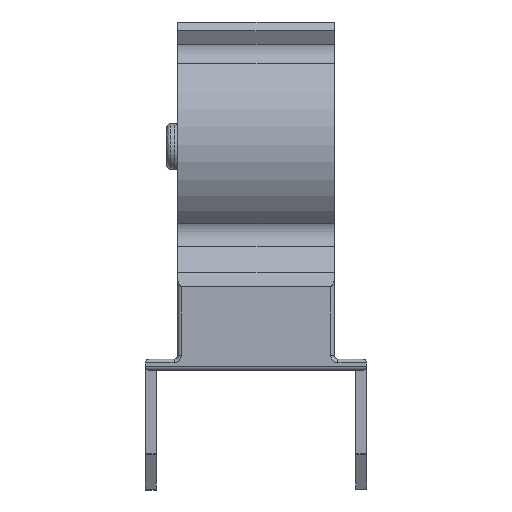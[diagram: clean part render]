
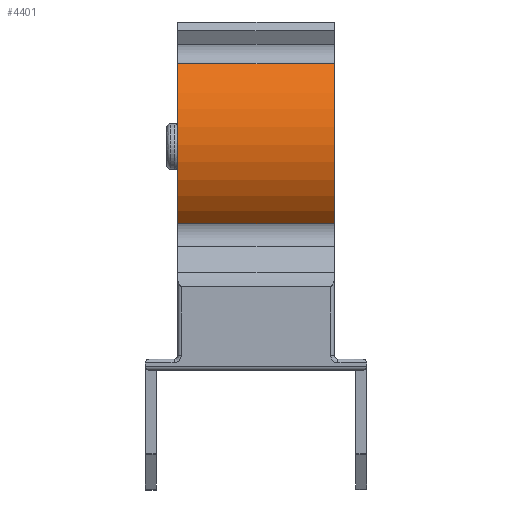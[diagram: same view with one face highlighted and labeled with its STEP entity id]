
A CAD part, top view. The second image highlights one B-rep face of the part: STEP entity #4401.
In plain terms, the highlighted cylindrical face has radius 3.096 mm (diameter 6.192 mm), a partial arc.
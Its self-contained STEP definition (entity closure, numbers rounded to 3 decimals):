
#413 = FACE_OUTER_BOUND ( 'NONE', #3346, .T. ) ;
#473 = CYLINDRICAL_SURFACE ( 'NONE', #3139, 3.096 ) ;
#505 = VERTEX_POINT ( 'NONE', #4306 ) ;
#511 = VERTEX_POINT ( 'NONE', #4259 ) ;
#556 = VERTEX_POINT ( 'NONE', #4248 ) ;
#562 = VERTEX_POINT ( 'NONE', #4288 ) ;
#597 = DIRECTION ( 'NONE',  ( 0., 0., -1. ) ) ;
#599 = DIRECTION ( 'NONE',  ( -1., 0., 0. ) ) ;
#601 = CARTESIAN_POINT ( 'NONE',  ( 2.159, 0., 6.3 ) ) ;
#613 = DIRECTION ( 'NONE',  ( 0., 0., -1. ) ) ;
#615 = DIRECTION ( 'NONE',  ( 1., 0., 0. ) ) ;
#628 = CARTESIAN_POINT ( 'NONE',  ( -2.159, 0., 6.3 ) ) ;
#759 = CIRCLE ( 'NONE', #3078, 3.096 ) ;
#958 = CIRCLE ( 'NONE', #3086, 3.096 ) ;
#1029 = EDGE_CURVE ( 'NONE', #562, #556, #1672, .T. ) ;
#1440 = LINE ( 'NONE', #3967, #1442 ) ;
#1442 = VECTOR ( 'NONE', #2644, 1000. ) ;
#1663 = VECTOR ( 'NONE', #4177, 1000. ) ;
#1672 = LINE ( 'NONE', #4253, #1663 ) ;
#1749 = ORIENTED_EDGE ( 'NONE', *, *, #2772, .T. ) ;
#1753 = ORIENTED_EDGE ( 'NONE', *, *, #1029, .F. ) ;
#1755 = ORIENTED_EDGE ( 'NONE', *, *, #2785, .T. ) ;
#1757 = ORIENTED_EDGE ( 'NONE', *, *, #2653, .F. ) ;
#2644 = DIRECTION ( 'NONE',  ( 1., 0., 0. ) ) ;
#2653 = EDGE_CURVE ( 'NONE', #505, #511, #1440, .T. ) ;
#2772 = EDGE_CURVE ( 'NONE', #505, #556, #759, .T. ) ;
#2785 = EDGE_CURVE ( 'NONE', #562, #511, #958, .T. ) ;
#3078 = AXIS2_PLACEMENT_3D ( 'NONE', #628, #615, #613 ) ;
#3086 = AXIS2_PLACEMENT_3D ( 'NONE', #601, #599, #597 ) ;
#3139 = AXIS2_PLACEMENT_3D ( 'NONE', #3685, #3702, #3698 ) ;
#3346 = EDGE_LOOP ( 'NONE', ( #1749, #1753, #1755, #1757 ) ) ;
#3685 = CARTESIAN_POINT ( 'NONE',  ( -2.159, 0., 6.3 ) ) ;
#3698 = DIRECTION ( 'NONE',  ( 0., 0., -1. ) ) ;
#3702 = DIRECTION ( 'NONE',  ( 1., 0., 0. ) ) ;
#3967 = CARTESIAN_POINT ( 'NONE',  ( 0., 2.108, 4.032 ) ) ;
#4177 = DIRECTION ( 'NONE',  ( -1., 0., 0. ) ) ;
#4248 = CARTESIAN_POINT ( 'NONE',  ( -2.159, 2.227, 8.451 ) ) ;
#4253 = CARTESIAN_POINT ( 'NONE',  ( 0., 2.227, 8.451 ) ) ;
#4259 = CARTESIAN_POINT ( 'NONE',  ( 2.159, 2.108, 4.032 ) ) ;
#4288 = CARTESIAN_POINT ( 'NONE',  ( 2.159, 2.227, 8.451 ) ) ;
#4306 = CARTESIAN_POINT ( 'NONE',  ( -2.159, 2.108, 4.032 ) ) ;
#4401 = ADVANCED_FACE ( 'NONE', ( #413 ), #473, .T. ) ;
